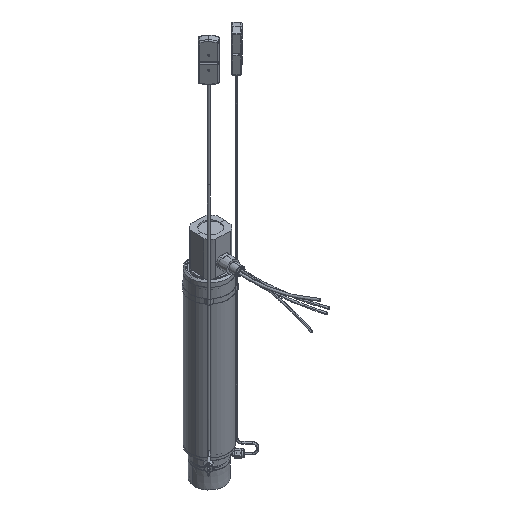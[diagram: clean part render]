
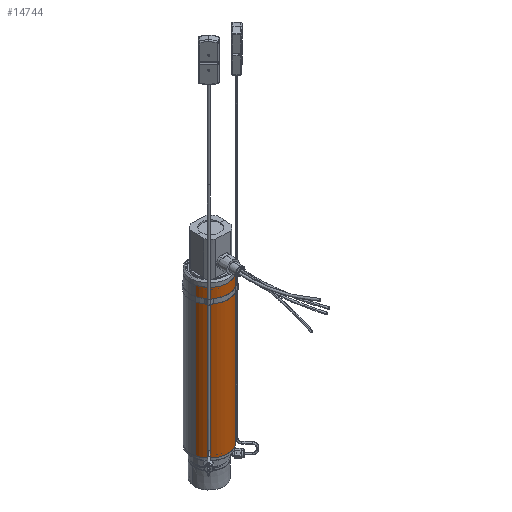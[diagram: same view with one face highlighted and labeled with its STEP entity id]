
A CAD part, isometric view. The second image highlights one B-rep face of the part: STEP entity #14744.
In plain terms, the highlighted cylindrical face has radius 31.75 mm (diameter 63.5 mm), a partial arc.
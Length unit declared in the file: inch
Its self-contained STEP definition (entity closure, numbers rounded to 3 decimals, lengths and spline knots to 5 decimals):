
#528 = DIRECTION ( 'NONE',  ( 0.978, 0.211, 0. ) ) ;
#822 = CARTESIAN_POINT ( 'NONE',  ( -4.71415, -0.41796, 7.31172 ) ) ;
#895 = VERTEX_POINT ( 'NONE', #11634 ) ;
#1382 = VERTEX_POINT ( 'NONE', #11001 ) ;
#1969 = DIRECTION ( 'NONE',  ( 0., 0., 1. ) ) ;
#2116 = DIRECTION ( 'NONE',  ( 0., 0., 1. ) ) ;
#2160 = DIRECTION ( 'NONE',  ( 0.978, 0.211, 0. ) ) ;
#2655 = VERTEX_POINT ( 'NONE', #8259 ) ;
#2750 = VERTEX_POINT ( 'NONE', #10488 ) ;
#3794 = ORIENTED_EDGE ( 'NONE', *, *, #11743, .T. ) ;
#4460 = LINE ( 'NONE', #11546, #15179 ) ;
#4595 = CARTESIAN_POINT ( 'NONE',  ( -4.71415, -0.41796, -2.67828 ) ) ;
#4626 = ORIENTED_EDGE ( 'NONE', *, *, #12908, .T. ) ;
#5272 = ORIENTED_EDGE ( 'NONE', *, *, #11803, .T. ) ;
#7008 = CIRCLE ( 'NONE', #14674, 1.25 ) ;
#8259 = CARTESIAN_POINT ( 'NONE',  ( -3.49225, -0.15444, 7.31172 ) ) ;
#8494 = ORIENTED_EDGE ( 'NONE', *, *, #13229, .F. ) ;
#8660 = DIRECTION ( 'NONE',  ( 0., 0., 1. ) ) ;
#8700 = DIRECTION ( 'NONE',  ( 0., 0., 1. ) ) ;
#9344 = AXIS2_PLACEMENT_3D ( 'NONE', #16683, #8660, #528 ) ;
#10109 = CARTESIAN_POINT ( 'NONE',  ( -5.93606, -0.68147, -2.67828 ) ) ;
#10281 = DIRECTION ( 'NONE',  ( 0., 0., -1. ) ) ;
#10488 = CARTESIAN_POINT ( 'NONE',  ( -5.93606, -0.68147, -2.67828 ) ) ;
#11001 = CARTESIAN_POINT ( 'NONE',  ( -3.49225, -0.15444, -2.67828 ) ) ;
#11546 = CARTESIAN_POINT ( 'NONE',  ( -3.49225, -0.15444, -2.67828 ) ) ;
#11634 = CARTESIAN_POINT ( 'NONE',  ( -5.93606, -0.68147, 7.31172 ) ) ;
#11743 = EDGE_CURVE ( 'NONE', #2750, #1382, #14543, .T. ) ;
#11796 = LINE ( 'NONE', #10109, #12212 ) ;
#11803 = EDGE_CURVE ( 'NONE', #2655, #895, #7008, .T. ) ;
#12212 = VECTOR ( 'NONE', #1969, 39.37008 ) ;
#12375 = AXIS2_PLACEMENT_3D ( 'NONE', #4595, #8700, #12522 ) ;
#12522 = DIRECTION ( 'NONE',  ( 0.978, 0.211, 0. ) ) ;
#12816 = CYLINDRICAL_SURFACE ( 'NONE', #12375, 1.25 ) ;
#12908 = EDGE_CURVE ( 'NONE', #1382, #2655, #4460, .T. ) ;
#13229 = EDGE_CURVE ( 'NONE', #2750, #895, #11796, .T. ) ;
#13249 = FACE_OUTER_BOUND ( 'NONE', #13900, .T. ) ;
#13900 = EDGE_LOOP ( 'NONE', ( #8494, #3794, #4626, #5272 ) ) ;
#14543 = CIRCLE ( 'NONE', #9344, 1.25 ) ;
#14674 = AXIS2_PLACEMENT_3D ( 'NONE', #822, #10281, #2160 ) ;
#14744 = ADVANCED_FACE ( 'NONE', ( #13249 ), #12816, .T. ) ;
#15179 = VECTOR ( 'NONE', #2116, 39.37008 ) ;
#16683 = CARTESIAN_POINT ( 'NONE',  ( -4.71415, -0.41796, -2.67828 ) ) ;
